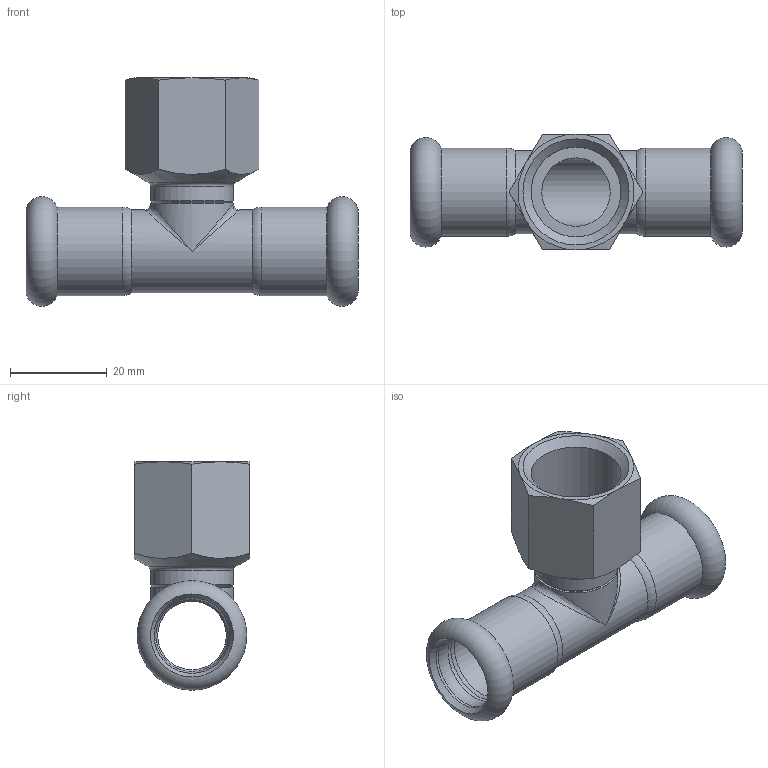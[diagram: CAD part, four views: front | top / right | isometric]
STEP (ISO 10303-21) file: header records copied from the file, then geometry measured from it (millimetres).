
FILE_DESCRIPTION(/* description */ ('TEE con Derivazione Filettata Femmina 1/2"x15'),/* implementation_level */ '2;1');
FILE_NAME(/* name */ '389102015_Steelpres.stp',/* time_stamp */ '2022-10-21T15:46:25+02:00',/* author */ ('Vault'),/* organization */ ('Raccorderie metalliche s.p.a. '),/* preprocessor_version */ 'ST-DEVELOPER v18.1',/* originating_system */ 'Autodesk Inventor 2020',/* authorisation */ 'Raccorderie metalliche s.p.a. ');
FILE_SCHEMA (('AUTOMOTIVE_DESIGN { 1 0 10303 214 3 1 1 }'));
Length unit declared in the file: millimetre
Products named in the file (1): 389102015_Steelpres
Bounding box: 68.8 x 24 x 47.35 mm (x, y, z)
Volume: 11690 mm3; surface area: 11424.2 mm2
Topology: 1 solids, 1 shells, 54 faces, 167 edges, 111 vertices
Faces by surface type: cylinder 15, cone 12, plane 12, torus 11, bspline 4
Full cylindrical faces by diameter (mm): 14.2 x2, 14.8 x1, 15.3 x2, 15.7 x4, 17.2 x3, 18.3 x2, 18.631 x1
Entity records: 2571 total; most frequent: CARTESIAN_POINT 1009, DIRECTION 341, ORIENTED_EDGE 326, EDGE_CURVE 163, AXIS2_PLACEMENT_3D 155, VERTEX_POINT 111, CIRCLE 99, EDGE_LOOP 58
